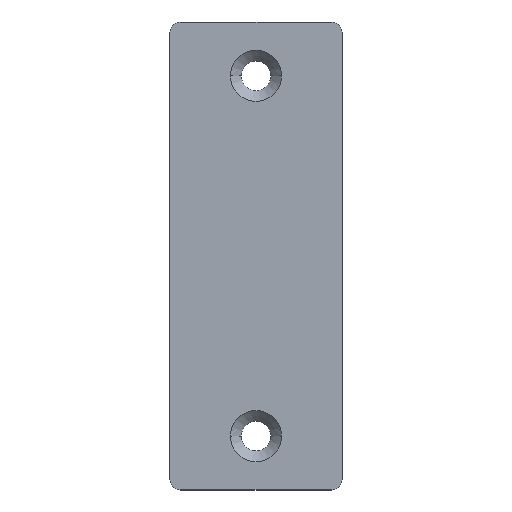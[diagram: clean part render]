
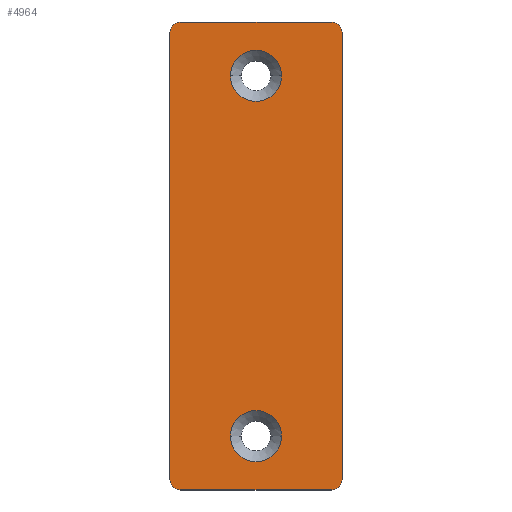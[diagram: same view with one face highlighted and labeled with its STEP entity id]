
A CAD part, top view. The second image highlights one B-rep face of the part: STEP entity #4964.
In plain terms, the highlighted planar face has unit normal (0, 0, 1).
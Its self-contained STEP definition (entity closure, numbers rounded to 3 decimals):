
#36 = CARTESIAN_POINT ( 'NONE',  ( -14., 41.5, 7. ) ) ;
#58 = VERTEX_POINT ( 'NONE', #6528 ) ;
#63 = CARTESIAN_POINT ( 'NONE',  ( -16., -43.5, 7. ) ) ;
#193 = CIRCLE ( 'NONE', #313, 4.75 ) ;
#222 = CARTESIAN_POINT ( 'NONE',  ( 0., 0., 7. ) ) ;
#313 = AXIS2_PLACEMENT_3D ( 'NONE', #3652, #9201, #6802 ) ;
#386 = CARTESIAN_POINT ( 'NONE',  ( -14., -41.5, 7. ) ) ;
#521 = EDGE_CURVE ( 'NONE', #58, #9312, #3172, .T. ) ;
#532 = CARTESIAN_POINT ( 'NONE',  ( -4.75, 33.5, 7. ) ) ;
#543 = EDGE_CURVE ( 'NONE', #3564, #58, #8572, .T. ) ;
#728 = CARTESIAN_POINT ( 'NONE',  ( 16., 43.5, 7. ) ) ;
#795 = DIRECTION ( 'NONE',  ( 1., 0., 0. ) ) ;
#804 = EDGE_CURVE ( 'NONE', #9312, #2790, #3822, .T. ) ;
#882 = ORIENTED_EDGE ( 'NONE', *, *, #8706, .T. ) ;
#883 = ORIENTED_EDGE ( 'NONE', *, *, #5178, .T. ) ;
#1036 = CIRCLE ( 'NONE', #9022, 4.75 ) ;
#1210 = DIRECTION ( 'NONE',  ( 1., 0., 0. ) ) ;
#1402 = EDGE_CURVE ( 'NONE', #4636, #4449, #7722, .T. ) ;
#1594 = VERTEX_POINT ( 'NONE', #3513 ) ;
#1877 = CARTESIAN_POINT ( 'NONE',  ( 16., -41.5, 7. ) ) ;
#2004 = CARTESIAN_POINT ( 'NONE',  ( 0., -33.5, 7. ) ) ;
#2041 = EDGE_LOOP ( 'NONE', ( #6704, #3725 ) ) ;
#2211 = ORIENTED_EDGE ( 'NONE', *, *, #9196, .T. ) ;
#2234 = CARTESIAN_POINT ( 'NONE',  ( 0., 33.5, 7. ) ) ;
#2394 = AXIS2_PLACEMENT_3D ( 'NONE', #9763, #8287, #8324 ) ;
#2422 = EDGE_CURVE ( 'NONE', #5267, #5177, #6181, .T. ) ;
#2428 = DIRECTION ( 'NONE',  ( 1., 0., 0. ) ) ;
#2453 = DIRECTION ( 'NONE',  ( 1., 0., 0. ) ) ;
#2480 = DIRECTION ( 'NONE',  ( 1., 0., 0. ) ) ;
#2633 = CARTESIAN_POINT ( 'NONE',  ( -14., 43.5, 7. ) ) ;
#2714 = ORIENTED_EDGE ( 'NONE', *, *, #7335, .T. ) ;
#2790 = VERTEX_POINT ( 'NONE', #6173 ) ;
#2871 = EDGE_CURVE ( 'NONE', #9304, #8558, #9389, .T. ) ;
#3172 = CIRCLE ( 'NONE', #5686, 2. ) ;
#3214 = FACE_OUTER_BOUND ( 'NONE', #3931, .T. ) ;
#3243 = DIRECTION ( 'NONE',  ( 0., 0., 1. ) ) ;
#3400 = ORIENTED_EDGE ( 'NONE', *, *, #1402, .T. ) ;
#3468 = AXIS2_PLACEMENT_3D ( 'NONE', #36, #6463, #2428 ) ;
#3479 = CIRCLE ( 'NONE', #2394, 2. ) ;
#3513 = CARTESIAN_POINT ( 'NONE',  ( -16., -41.5, 7. ) ) ;
#3564 = VERTEX_POINT ( 'NONE', #8059 ) ;
#3613 = DIRECTION ( 'NONE',  ( 0., 0., 1. ) ) ;
#3652 = CARTESIAN_POINT ( 'NONE',  ( 0., 33.5, 7. ) ) ;
#3679 = EDGE_LOOP ( 'NONE', ( #3400, #5539 ) ) ;
#3725 = ORIENTED_EDGE ( 'NONE', *, *, #2871, .T. ) ;
#3822 = LINE ( 'NONE', #728, #8802 ) ;
#3827 = CARTESIAN_POINT ( 'NONE',  ( -16., 41.5, 7. ) ) ;
#3886 = ORIENTED_EDGE ( 'NONE', *, *, #543, .T. ) ;
#3931 = EDGE_LOOP ( 'NONE', ( #3886, #5268, #4393, #883, #4715, #882, #2211, #2714 ) ) ;
#4011 = DIRECTION ( 'NONE',  ( 0., 0., -1. ) ) ;
#4207 = CARTESIAN_POINT ( 'NONE',  ( 14., -41.5, 7. ) ) ;
#4270 = PLANE ( 'NONE',  #9061 ) ;
#4306 = DIRECTION ( 'NONE',  ( 0., 0., 1. ) ) ;
#4393 = ORIENTED_EDGE ( 'NONE', *, *, #804, .T. ) ;
#4449 = VERTEX_POINT ( 'NONE', #532 ) ;
#4636 = VERTEX_POINT ( 'NONE', #9445 ) ;
#4715 = ORIENTED_EDGE ( 'NONE', *, *, #2422, .T. ) ;
#4949 = AXIS2_PLACEMENT_3D ( 'NONE', #2234, #4011, #795 ) ;
#4964 = ADVANCED_FACE ( 'NONE', ( #6246, #8858, #3214 ), #4270, .T. ) ;
#5001 = CARTESIAN_POINT ( 'NONE',  ( -4.75, -33.5, 7. ) ) ;
#5177 = VERTEX_POINT ( 'NONE', #2633 ) ;
#5178 = EDGE_CURVE ( 'NONE', #2790, #5267, #3479, .T. ) ;
#5247 = CARTESIAN_POINT ( 'NONE',  ( 4.75, -33.5, 7. ) ) ;
#5267 = VERTEX_POINT ( 'NONE', #8528 ) ;
#5268 = ORIENTED_EDGE ( 'NONE', *, *, #521, .T. ) ;
#5539 = ORIENTED_EDGE ( 'NONE', *, *, #6196, .T. ) ;
#5686 = AXIS2_PLACEMENT_3D ( 'NONE', #4207, #3243, #2480 ) ;
#6098 = AXIS2_PLACEMENT_3D ( 'NONE', #386, #3613, #1210 ) ;
#6173 = CARTESIAN_POINT ( 'NONE',  ( 16., 41.5, 7. ) ) ;
#6181 = LINE ( 'NONE', #7179, #7835 ) ;
#6196 = EDGE_CURVE ( 'NONE', #4449, #4636, #193, .T. ) ;
#6208 = CIRCLE ( 'NONE', #3468, 2. ) ;
#6246 = FACE_BOUND ( 'NONE', #3679, .T. ) ;
#6273 = DIRECTION ( 'NONE',  ( 0., 1., 0. ) ) ;
#6346 = CARTESIAN_POINT ( 'NONE',  ( 0., -33.5, 7. ) ) ;
#6419 = DIRECTION ( 'NONE',  ( -1., 0., 0. ) ) ;
#6463 = DIRECTION ( 'NONE',  ( 0., 0., 1. ) ) ;
#6528 = CARTESIAN_POINT ( 'NONE',  ( 14., -43.5, 7. ) ) ;
#6704 = ORIENTED_EDGE ( 'NONE', *, *, #8561, .T. ) ;
#6802 = DIRECTION ( 'NONE',  ( 1., 0., 0. ) ) ;
#7179 = CARTESIAN_POINT ( 'NONE',  ( -16., 43.5, 7. ) ) ;
#7335 = EDGE_CURVE ( 'NONE', #1594, #3564, #7632, .T. ) ;
#7381 = VERTEX_POINT ( 'NONE', #3827 ) ;
#7577 = DIRECTION ( 'NONE',  ( 0., 0., -1. ) ) ;
#7632 = CIRCLE ( 'NONE', #6098, 2. ) ;
#7722 = CIRCLE ( 'NONE', #4949, 4.75 ) ;
#7758 = LINE ( 'NONE', #8791, #10035 ) ;
#7835 = VECTOR ( 'NONE', #6419, 1000. ) ;
#8059 = CARTESIAN_POINT ( 'NONE',  ( -14., -43.5, 7. ) ) ;
#8201 = VECTOR ( 'NONE', #2453, 1000. ) ;
#8287 = DIRECTION ( 'NONE',  ( 0., 0., 1. ) ) ;
#8324 = DIRECTION ( 'NONE',  ( 1., 0., 0. ) ) ;
#8528 = CARTESIAN_POINT ( 'NONE',  ( 14., 43.5, 7. ) ) ;
#8558 = VERTEX_POINT ( 'NONE', #5247 ) ;
#8561 = EDGE_CURVE ( 'NONE', #8558, #9304, #1036, .T. ) ;
#8572 = LINE ( 'NONE', #63, #8201 ) ;
#8689 = DIRECTION ( 'NONE',  ( 0., 0., -1. ) ) ;
#8706 = EDGE_CURVE ( 'NONE', #5177, #7381, #6208, .T. ) ;
#8780 = DIRECTION ( 'NONE',  ( 1., 0., 0. ) ) ;
#8791 = CARTESIAN_POINT ( 'NONE',  ( -16., 43.5, 7. ) ) ;
#8802 = VECTOR ( 'NONE', #6273, 1000. ) ;
#8857 = DIRECTION ( 'NONE',  ( 0., -1., 0. ) ) ;
#8858 = FACE_BOUND ( 'NONE', #2041, .T. ) ;
#9022 = AXIS2_PLACEMENT_3D ( 'NONE', #2004, #7577, #9238 ) ;
#9061 = AXIS2_PLACEMENT_3D ( 'NONE', #222, #4306, #9160 ) ;
#9160 = DIRECTION ( 'NONE',  ( 1., 0., 0. ) ) ;
#9196 = EDGE_CURVE ( 'NONE', #7381, #1594, #7758, .T. ) ;
#9201 = DIRECTION ( 'NONE',  ( 0., 0., -1. ) ) ;
#9238 = DIRECTION ( 'NONE',  ( 1., 0., 0. ) ) ;
#9304 = VERTEX_POINT ( 'NONE', #5001 ) ;
#9312 = VERTEX_POINT ( 'NONE', #1877 ) ;
#9389 = CIRCLE ( 'NONE', #10335, 4.75 ) ;
#9445 = CARTESIAN_POINT ( 'NONE',  ( 4.75, 33.5, 7. ) ) ;
#9763 = CARTESIAN_POINT ( 'NONE',  ( 14., 41.5, 7. ) ) ;
#10035 = VECTOR ( 'NONE', #8857, 1000. ) ;
#10335 = AXIS2_PLACEMENT_3D ( 'NONE', #6346, #8689, #8780 ) ;
